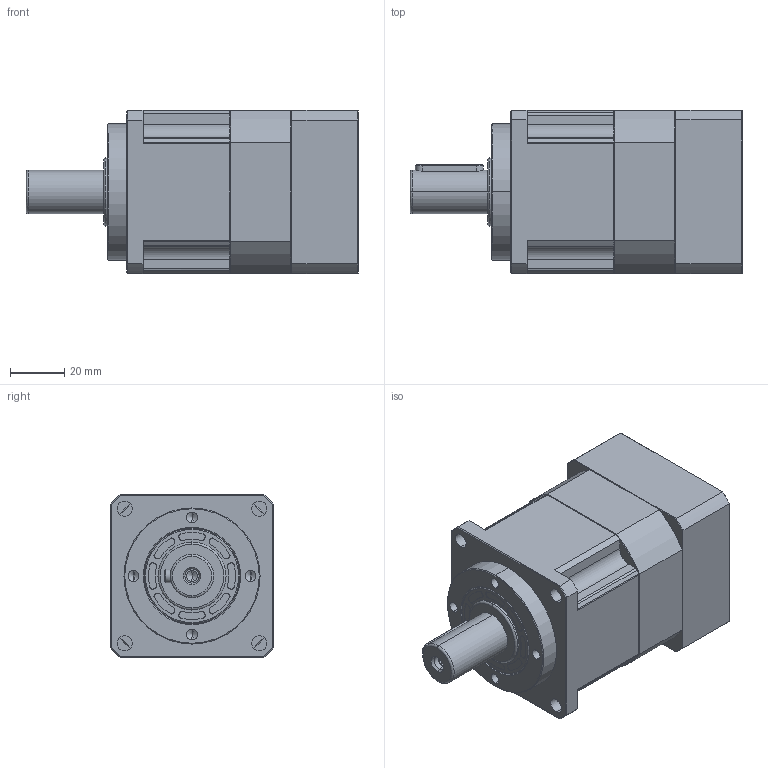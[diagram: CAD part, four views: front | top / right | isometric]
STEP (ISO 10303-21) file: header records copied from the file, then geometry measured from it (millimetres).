
FILE_DESCRIPTION (( 'STEP AP203' ), '1' );
FILE_NAME ('KB60L1-50-14-37-M5-70 俋倛芞.STEP', '2022-09-29T00:28:52', ( 'PC' ), ( 'Microsoft' ), 'SwSTEP 2.0', 'SolidWorks 2016', '' );
FILE_SCHEMA (( 'CONFIG_CONTROL_DESIGN' ));
Length unit declared in the file: millimetre
Products named in the file (9): 一级整体太阳轮夹套外形图 KB60D14; hexagon socket head cap screws gb_GB_FASTENER_SCREWS_HSHCS M5X16-N; 一级齿圈出轴外形图 KB60; hexagon socket head cap screws gb_GB_FASTENER_SCREWS_HSHCS M4X20-N; spring lock washers--normal type gb_GB_FASTENER_WASHER_SW 4; 笢潔楊擘俋倛芞 KB60; hex socket set screws with flat point gb_GB_FASTENER_SCREWS_HSFP M10X10-N; KB60L1-50-14-37-M5-70 俋倛芞; 萇儂楊擘 KB60-D50-M5-70F60H24.5
Assembly tree (18 placements, depth 2):
  KB60L1-50-14-37-M5-70 俋倛芞
    一级齿圈出轴外形图 KB60
    笢潔楊擘俋倛芞 KB60
    萇儂楊擘 KB60-D50-M5-70F60H24.5
    一级整体太阳轮夹套外形图 KB60D14
    hexagon socket head cap screws gb_GB_FASTENER_SCREWS_HSHCS M5X16-N
    hexagon socket head cap screws gb_GB_FASTENER_SCREWS_HSHCS M4X20-N  x6
    spring lock washers--normal type gb_GB_FASTENER_WASHER_SW 4  x6
    hex socket set screws with flat point gb_GB_FASTENER_SCREWS_HSFP M10X10-N
Bounding box: 122 x 60 x 60 mm (x, y, z)
Volume: 255928.2 mm3; surface area: 60986 mm2
Topology: 19 solids, 19 shells, 777 faces, 1901 edges, 1168 vertices
Faces by surface type: cylinder 298, plane 291, cone 168, torus 20
Entity records: 19351 total; most frequent: CARTESIAN_POINT 3579, DIRECTION 3254, ORIENTED_EDGE 2930, EDGE_CURVE 1465, AXIS2_PLACEMENT_3D 1286, VERTEX_POINT 923, LINE 682, VECTOR 682
